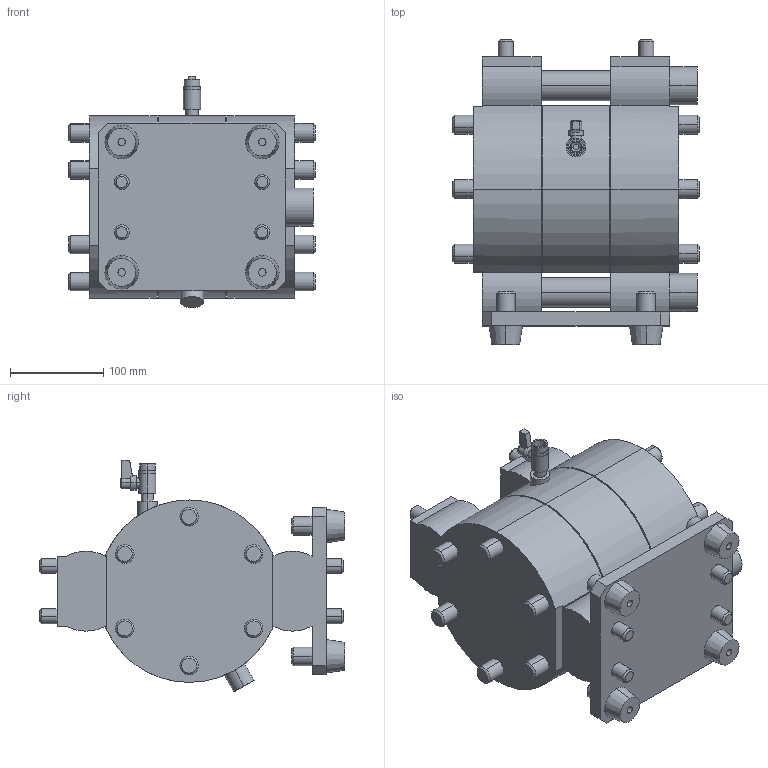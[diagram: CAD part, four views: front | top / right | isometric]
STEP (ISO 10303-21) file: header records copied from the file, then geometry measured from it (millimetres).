
FILE_DESCRIPTION (( 'STEP AP214' ), '1' );
FILE_NAME ('DP-20F.STEP', '2009-03-05T01:49:31', ( ' ' ), ( ' ' ), 'SwSTEP 2.0', 'SolidWorks 2006303', '' );
FILE_SCHEMA (( 'AUTOMOTIVE_DESIGN' ));
Length unit declared in the file: millimetre
Products named in the file (1): DP-20F
Bounding box: 265 x 328 x 249 mm (x, y, z)
Volume: 8238836.3 mm3; surface area: 491777.4 mm2
Topology: 1 solids, 10 shells, 377 faces, 815 edges, 526 vertices
Faces by surface type: cylinder 186, plane 131, cone 60
Entity records: 10692 total; most frequent: DIRECTION 2007, CARTESIAN_POINT 2000, ORIENTED_EDGE 1630, AXIS2_PLACEMENT_3D 821, EDGE_CURVE 815, VERTEX_POINT 526, EDGE_LOOP 463, CIRCLE 443
